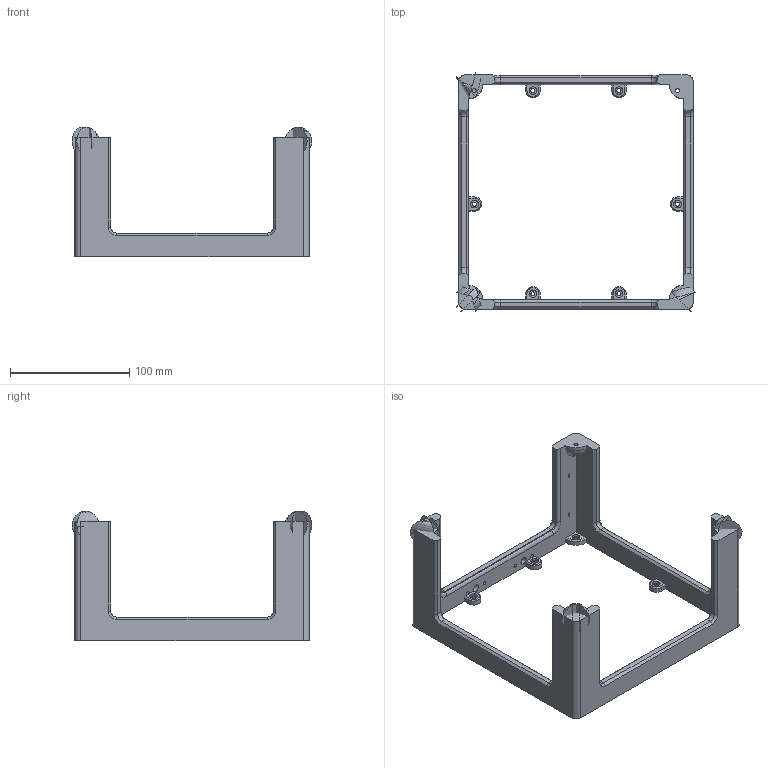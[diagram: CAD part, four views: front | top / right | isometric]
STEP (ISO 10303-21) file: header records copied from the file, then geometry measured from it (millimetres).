
FILE_DESCRIPTION(('FreeCAD Model'),'2;1');
FILE_NAME('Open CASCADE Shape Model','2023-05-10T20:46:58',('Author'),( ''),'Open CASCADE STEP processor 7.5','FreeCAD','Unknown');
FILE_SCHEMA(('AUTOMOTIVE_DESIGN { 1 0 10303 214 1 1 1 1 }'));
Length unit declared in the file: millimetre
Products named in the file (1): bottom.half.frame
Bounding box: 200.48 x 200.48 x 108.67 mm (x, y, z)
Volume: 207867.5 mm3; surface area: 84914.9 mm2
Topology: 1 solids, 1 shells, 235 faces, 681 edges, 425 vertices
Faces by surface type: plane 131, cylinder 72, cone 26, sphere 4, torus 2
Full cylindrical faces by diameter (mm): 2.8 x4, 3.4 x14, 6.2 x4, 6.4 x10
Entity records: 15678 total; most frequent: CARTESIAN_POINT 3543, DIRECTION 2232, LINE 1235, VECTOR 1235, ORIENTED_EDGE 1212, PCURVE 1212, DEFINITIONAL_REPRESENTATION 1212, EDGE_CURVE 606
